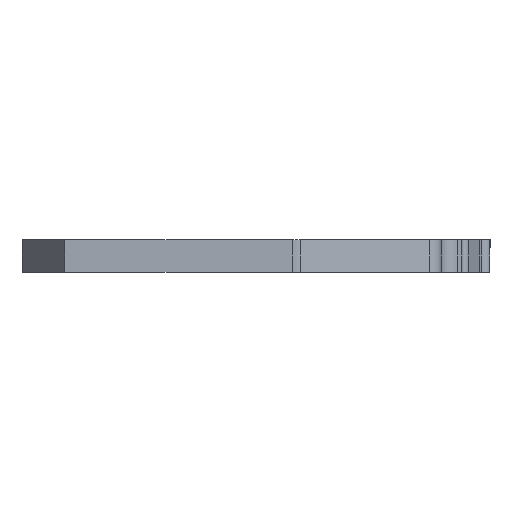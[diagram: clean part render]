
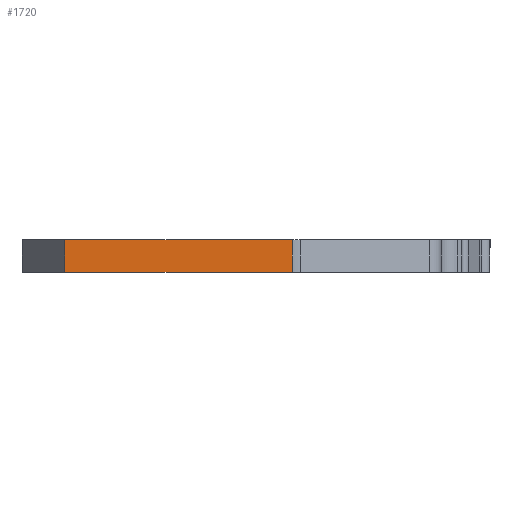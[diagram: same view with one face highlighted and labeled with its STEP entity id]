
A CAD part, left-side view. The second image highlights one B-rep face of the part: STEP entity #1720.
In plain terms, the highlighted planar face has unit normal (-1, 0, 0).
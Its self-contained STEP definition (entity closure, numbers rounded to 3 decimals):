
#85 = ORIENTED_EDGE ( 'NONE', *, *, #1395, .F. ) ;
#101 = ORIENTED_EDGE ( 'NONE', *, *, #2524, .F. ) ;
#102 = ORIENTED_EDGE ( 'NONE', *, *, #2530, .F. ) ;
#313 = VERTEX_POINT ( 'NONE', #1051 ) ;
#381 = DIRECTION ( 'NONE',  ( 0., 0., -1. ) ) ;
#469 = CARTESIAN_POINT ( 'NONE',  ( -27.598, 1.916, 2. ) ) ;
#552 = CARTESIAN_POINT ( 'NONE',  ( -27.598, 1.916, 2. ) ) ;
#753 = VECTOR ( 'NONE', #1275, 1000. ) ;
#771 = VECTOR ( 'NONE', #1291, 1000. ) ;
#782 = LINE ( 'NONE', #1289, #753 ) ;
#798 = LINE ( 'NONE', #1375, #771 ) ;
#835 = VECTOR ( 'NONE', #1366, 1000. ) ;
#903 = CARTESIAN_POINT ( 'NONE',  ( -27.598, 1.916, 0. ) ) ;
#1051 = CARTESIAN_POINT ( 'NONE',  ( -27.598, 16.033, 2. ) ) ;
#1140 = AXIS2_PLACEMENT_3D ( 'NONE', #1311, #1308, #1310 ) ;
#1275 = DIRECTION ( 'NONE',  ( 0., -1., 0. ) ) ;
#1289 = CARTESIAN_POINT ( 'NONE',  ( -27.598, 1.916, 2. ) ) ;
#1291 = DIRECTION ( 'NONE',  ( 0., 0., 1. ) ) ;
#1308 = DIRECTION ( 'NONE',  ( 1., 0., 0. ) ) ;
#1310 = DIRECTION ( 'NONE',  ( 0., 0., -1. ) ) ;
#1311 = CARTESIAN_POINT ( 'NONE',  ( -27.598, 16.033, 2. ) ) ;
#1366 = DIRECTION ( 'NONE',  ( 0., 1., 0. ) ) ;
#1375 = CARTESIAN_POINT ( 'NONE',  ( -27.598, 16.033, 2. ) ) ;
#1386 = PLANE ( 'NONE',  #1140 ) ;
#1395 = EDGE_CURVE ( 'NONE', #1924, #1826, #2797, .T. ) ;
#1469 = CARTESIAN_POINT ( 'NONE',  ( -27.598, 16.033, 0. ) ) ;
#1538 = VECTOR ( 'NONE', #381, 1000. ) ;
#1687 = LINE ( 'NONE', #1469, #835 ) ;
#1720 = ADVANCED_FACE ( 'NONE', ( #2325 ), #1386, .F. ) ;
#1826 = VERTEX_POINT ( 'NONE', #903 ) ;
#1904 = ORIENTED_EDGE ( 'NONE', *, *, #2539, .F. ) ;
#1924 = VERTEX_POINT ( 'NONE', #552 ) ;
#2011 = EDGE_LOOP ( 'NONE', ( #85, #1904, #102, #101 ) ) ;
#2066 = VERTEX_POINT ( 'NONE', #2766 ) ;
#2325 = FACE_OUTER_BOUND ( 'NONE', #2011, .T. ) ;
#2524 = EDGE_CURVE ( 'NONE', #1826, #2066, #1687, .T. ) ;
#2530 = EDGE_CURVE ( 'NONE', #2066, #313, #798, .T. ) ;
#2539 = EDGE_CURVE ( 'NONE', #313, #1924, #782, .T. ) ;
#2766 = CARTESIAN_POINT ( 'NONE',  ( -27.598, 16.033, 0. ) ) ;
#2797 = LINE ( 'NONE', #469, #1538 ) ;
